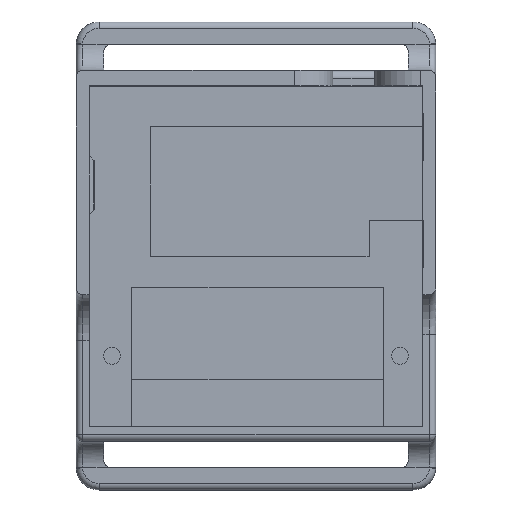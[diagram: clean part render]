
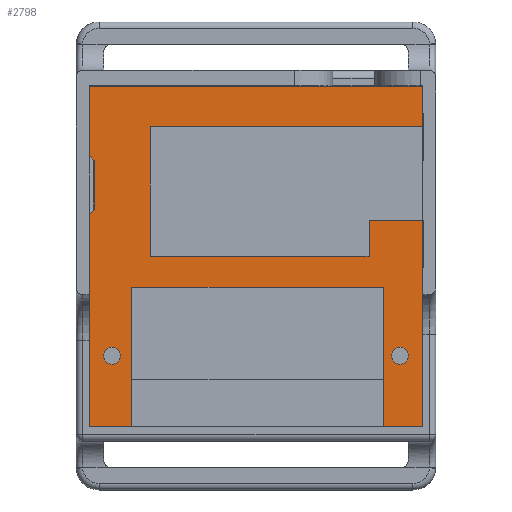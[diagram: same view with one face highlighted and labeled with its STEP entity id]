
A CAD part, top view. The second image highlights one B-rep face of the part: STEP entity #2798.
In plain terms, the highlighted planar face has unit normal (0, 0, 1).
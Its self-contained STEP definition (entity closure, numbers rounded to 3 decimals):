
#29=FACE_BOUND('',#1016,.T.);
#30=FACE_BOUND('',#1017,.T.);
#88=PLANE('',#3090);
#282=LINE('',#4642,#552);
#334=LINE('',#4793,#604);
#338=LINE('',#4804,#608);
#343=LINE('',#4814,#613);
#346=LINE('',#4819,#616);
#350=LINE('',#4826,#620);
#353=LINE('',#4834,#623);
#354=LINE('',#4836,#624);
#355=LINE('',#4838,#625);
#356=LINE('',#4840,#626);
#357=LINE('',#4842,#627);
#358=LINE('',#4843,#628);
#359=LINE('',#4845,#629);
#360=LINE('',#4846,#630);
#552=VECTOR('',#3669,10.05);
#604=VECTOR('',#3819,10.05);
#608=VECTOR('',#3831,10.05);
#613=VECTOR('',#3838,10.05);
#616=VECTOR('',#3843,10.05);
#620=VECTOR('',#3847,10.05);
#623=VECTOR('',#3858,10.05);
#624=VECTOR('',#3859,10.05);
#625=VECTOR('',#3860,10.05);
#626=VECTOR('',#3861,10.05);
#627=VECTOR('',#3862,10.05);
#628=VECTOR('',#3863,10.05);
#629=VECTOR('',#3864,10.05);
#630=VECTOR('',#3865,10.05);
#852=FACE_OUTER_BOUND('',#1015,.T.);
#1015=EDGE_LOOP('',(#2530,#2531,#2532,#2533,#2534,#2535,#2536,#2537,#2538,
#2539,#2540,#2541,#2542,#2543));
#1016=EDGE_LOOP('',(#2544));
#1017=EDGE_LOOP('',(#2545));
#1156=CIRCLE('',#3060,1.106);
#1158=CIRCLE('',#3064,1.106);
#1340=VERTEX_POINT('',#4639);
#1341=VERTEX_POINT('',#4641);
#1382=VERTEX_POINT('',#4744);
#1384=VERTEX_POINT('',#4751);
#1391=VERTEX_POINT('',#4792);
#1393=VERTEX_POINT('',#4802);
#1394=VERTEX_POINT('',#4803);
#1398=VERTEX_POINT('',#4813);
#1399=VERTEX_POINT('',#4818);
#1402=VERTEX_POINT('',#4824);
#1403=VERTEX_POINT('',#4833);
#1404=VERTEX_POINT('',#4835);
#1405=VERTEX_POINT('',#4837);
#1406=VERTEX_POINT('',#4839);
#1407=VERTEX_POINT('',#4841);
#1408=VERTEX_POINT('',#4844);
#1696=EDGE_CURVE('',#1341,#1340,#282,.T.);
#1748=EDGE_CURVE('',#1382,#1382,#1156,.F.);
#1751=EDGE_CURVE('',#1384,#1384,#1158,.F.);
#1772=EDGE_CURVE('',#1391,#1341,#334,.T.);
#1776=EDGE_CURVE('',#1393,#1394,#338,.T.);
#1781=EDGE_CURVE('',#1398,#1391,#343,.T.);
#1784=EDGE_CURVE('',#1399,#1393,#346,.T.);
#1788=EDGE_CURVE('',#1340,#1402,#350,.T.);
#1791=EDGE_CURVE('',#1399,#1403,#353,.T.);
#1792=EDGE_CURVE('',#1404,#1394,#354,.T.);
#1793=EDGE_CURVE('',#1405,#1404,#355,.T.);
#1794=EDGE_CURVE('',#1406,#1405,#356,.T.);
#1795=EDGE_CURVE('',#1407,#1406,#357,.T.);
#1796=EDGE_CURVE('',#1398,#1407,#358,.T.);
#1797=EDGE_CURVE('',#1408,#1402,#359,.T.);
#1798=EDGE_CURVE('',#1403,#1408,#360,.T.);
#2530=ORIENTED_EDGE('',*,*,#1791,.F.);
#2531=ORIENTED_EDGE('',*,*,#1784,.T.);
#2532=ORIENTED_EDGE('',*,*,#1776,.T.);
#2533=ORIENTED_EDGE('',*,*,#1792,.F.);
#2534=ORIENTED_EDGE('',*,*,#1793,.F.);
#2535=ORIENTED_EDGE('',*,*,#1794,.F.);
#2536=ORIENTED_EDGE('',*,*,#1795,.F.);
#2537=ORIENTED_EDGE('',*,*,#1796,.F.);
#2538=ORIENTED_EDGE('',*,*,#1781,.T.);
#2539=ORIENTED_EDGE('',*,*,#1772,.T.);
#2540=ORIENTED_EDGE('',*,*,#1696,.T.);
#2541=ORIENTED_EDGE('',*,*,#1788,.T.);
#2542=ORIENTED_EDGE('',*,*,#1797,.F.);
#2543=ORIENTED_EDGE('',*,*,#1798,.F.);
#2544=ORIENTED_EDGE('',*,*,#1748,.T.);
#2545=ORIENTED_EDGE('',*,*,#1751,.T.);
#2798=ADVANCED_FACE('',(#852,#29,#30),#88,.F.);
#3060=AXIS2_PLACEMENT_3D('',#4745,#3759,#3760);
#3064=AXIS2_PLACEMENT_3D('',#4752,#3768,#3769);
#3090=AXIS2_PLACEMENT_3D('',#4832,#3856,#3857);
#3669=DIRECTION('',(0.,-1.,0.));
#3759=DIRECTION('center_axis',(0.,0.,1.));
#3760=DIRECTION('ref_axis',(-1.,0.,0.));
#3768=DIRECTION('center_axis',(0.,0.,1.));
#3769=DIRECTION('ref_axis',(-1.,0.,0.));
#3819=DIRECTION('',(-1.,0.,0.));
#3831=DIRECTION('',(0.,1.,0.));
#3838=DIRECTION('',(0.,1.,0.));
#3843=DIRECTION('',(1.,0.,0.));
#3847=DIRECTION('',(1.,0.,0.));
#3856=DIRECTION('center_axis',(0.,0.,-1.));
#3857=DIRECTION('ref_axis',(-1.,0.,0.));
#3858=DIRECTION('',(0.,1.,0.));
#3859=DIRECTION('',(1.,0.,0.));
#3860=DIRECTION('',(0.,1.,0.));
#3861=DIRECTION('',(1.,0.,0.));
#3862=DIRECTION('',(0.,-1.,0.));
#3863=DIRECTION('',(-1.,0.,0.));
#3864=DIRECTION('',(0.,-1.,0.));
#3865=DIRECTION('',(-1.,0.,0.));
#4639=CARTESIAN_POINT('',(-44.618,-24.334,-32.088));
#4641=CARTESIAN_POINT('',(-44.618,20.433,-32.088));
#4642=CARTESIAN_POINT('',(-44.618,-24.233,-32.088));
#4744=CARTESIAN_POINT('',(-40.513,-15.01,-32.088));
#4745=CARTESIAN_POINT('Origin',(-41.619,-15.01,-32.088));
#4751=CARTESIAN_POINT('',(-2.684,-15.01,-32.088));
#4752=CARTESIAN_POINT('Origin',(-3.79,-15.01,-32.088));
#4792=CARTESIAN_POINT('',(-0.791,20.433,-32.088));
#4793=CARTESIAN_POINT('',(-0.891,20.433,-32.088));
#4802=CARTESIAN_POINT('',(-0.791,-24.334,-32.088));
#4803=CARTESIAN_POINT('',(-0.791,2.775,-32.088));
#4804=CARTESIAN_POINT('',(-0.791,-24.233,-32.088));
#4813=CARTESIAN_POINT('',(-0.791,15.085,-32.088));
#4814=CARTESIAN_POINT('',(-0.791,-24.233,-32.088));
#4818=CARTESIAN_POINT('',(-5.984,-24.334,-32.088));
#4819=CARTESIAN_POINT('',(-0.891,-24.334,-32.088));
#4824=CARTESIAN_POINT('',(-39.012,-24.334,-32.088));
#4826=CARTESIAN_POINT('',(-44.518,-24.334,-32.088));
#4832=CARTESIAN_POINT('Origin',(-22.704,-1.95,-32.088));
#4833=CARTESIAN_POINT('',(-5.984,-6.02,-32.088));
#4834=CARTESIAN_POINT('',(-5.984,-6.02,-32.088));
#4835=CARTESIAN_POINT('',(-7.856,2.775,-32.088));
#4836=CARTESIAN_POINT('',(-0.891,2.775,-32.088));
#4837=CARTESIAN_POINT('',(-7.856,-1.95,-32.088));
#4838=CARTESIAN_POINT('',(-7.856,-1.95,-32.088));
#4839=CARTESIAN_POINT('',(-36.596,-1.95,-32.088));
#4840=CARTESIAN_POINT('',(-36.596,-1.95,-32.088));
#4841=CARTESIAN_POINT('',(-36.596,15.085,-32.088));
#4842=CARTESIAN_POINT('',(-36.596,15.085,-32.088));
#4843=CARTESIAN_POINT('',(-7.856,15.085,-32.088));
#4844=CARTESIAN_POINT('',(-39.012,-6.02,-32.088));
#4845=CARTESIAN_POINT('',(-39.012,-24.233,-32.088));
#4846=CARTESIAN_POINT('',(-39.012,-6.02,-32.088));
